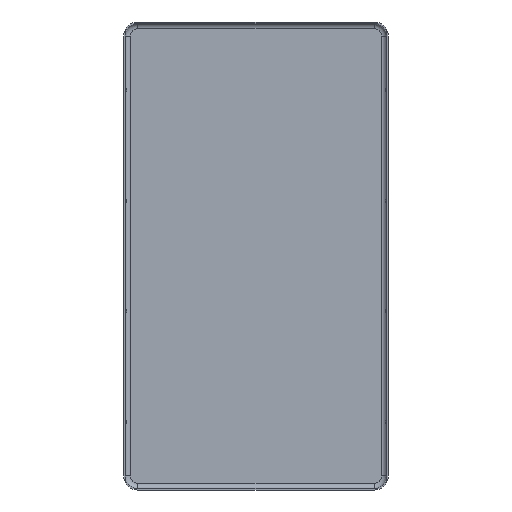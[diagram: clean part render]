
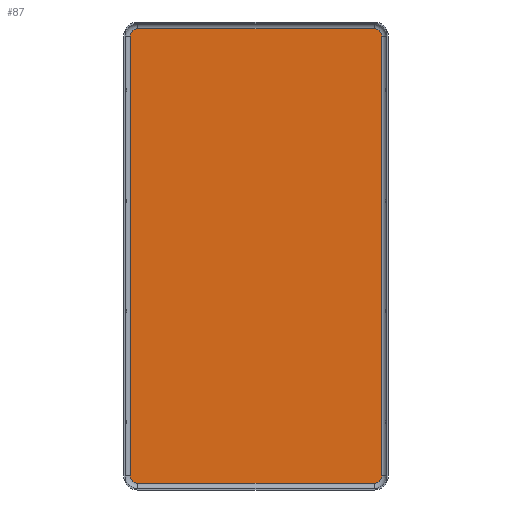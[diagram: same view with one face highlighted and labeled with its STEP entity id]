
A CAD part, front view. The second image highlights one B-rep face of the part: STEP entity #87.
In plain terms, the highlighted planar face has unit normal (0, -1, 0).
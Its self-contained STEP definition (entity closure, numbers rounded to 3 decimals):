
#87 = ADVANCED_FACE( 'NONE', ( #216 ), #217, .T. );
#216 = FACE_OUTER_BOUND( '', #393, .T. );
#217 = PLANE( '', #394 );
#393 = EDGE_LOOP( '', ( #588, #589, #590, #591, #592, #593, #594, #595 ) );
#394 = AXIS2_PLACEMENT_3D( '', #596, #597, #598 );
#588 = ORIENTED_EDGE( '', *, *, #966, .F. );
#589 = ORIENTED_EDGE( '', *, *, #967, .F. );
#590 = ORIENTED_EDGE( '', *, *, #968, .F. );
#591 = ORIENTED_EDGE( '', *, *, #969, .T. );
#592 = ORIENTED_EDGE( '', *, *, #970, .T. );
#593 = ORIENTED_EDGE( '', *, *, #971, .F. );
#594 = ORIENTED_EDGE( '', *, *, #972, .T. );
#595 = ORIENTED_EDGE( '', *, *, #973, .T. );
#596 = CARTESIAN_POINT( '', ( 16.05, 0., -29.85 ) );
#597 = DIRECTION( '', ( 0., -1., 0. ) );
#598 = DIRECTION( '', ( 0., 0., -1. ) );
#966 = EDGE_CURVE( 'NONE', #1134, #1135, #1136, .T. );
#967 = EDGE_CURVE( 'NONE', #1137, #1134, #1138, .T. );
#968 = EDGE_CURVE( 'NONE', #1139, #1137, #1140, .T. );
#969 = EDGE_CURVE( 'NONE', #1139, #1141, #1142, .T. );
#970 = EDGE_CURVE( 'NONE', #1141, #1143, #1144, .T. );
#971 = EDGE_CURVE( 'NONE', #1145, #1143, #1146, .T. );
#972 = EDGE_CURVE( 'NONE', #1145, #1147, #1148, .T. );
#973 = EDGE_CURVE( 'NONE', #1147, #1135, #1149, .T. );
#1134 = VERTEX_POINT( 'NONE', #1351 );
#1135 = VERTEX_POINT( 'NONE', #1352 );
#1136 = LINE( '', #1353, #1354 );
#1137 = VERTEX_POINT( 'NONE', #1355 );
#1138 = CIRCLE( '', #1356, 1. );
#1139 = VERTEX_POINT( 'NONE', #1357 );
#1140 = LINE( '', #1358, #1359 );
#1141 = VERTEX_POINT( 'NONE', #1360 );
#1142 = CIRCLE( '', #1361, 1. );
#1143 = VERTEX_POINT( 'NONE', #1362 );
#1144 = LINE( '', #1363, #1364 );
#1145 = VERTEX_POINT( 'NONE', #1365 );
#1146 = CIRCLE( '', #1366, 1. );
#1147 = VERTEX_POINT( 'NONE', #1367 );
#1148 = LINE( '', #1368, #1369 );
#1149 = CIRCLE( '', #1370, 1. );
#1351 = CARTESIAN_POINT( '', ( 16.05, 0., -30.85 ) );
#1352 = CARTESIAN_POINT( '', ( -16.05, 0., -30.85 ) );
#1353 = CARTESIAN_POINT( '', ( 16.05, 0., -30.85 ) );
#1354 = VECTOR( '', #1600, 1000. );
#1355 = CARTESIAN_POINT( '', ( 17.05, 0., -29.85 ) );
#1356 = AXIS2_PLACEMENT_3D( '', #1601, #1602, #1603 );
#1357 = CARTESIAN_POINT( '', ( 17.05, 0., 29.85 ) );
#1358 = CARTESIAN_POINT( '', ( 17.05, 0., 0. ) );
#1359 = VECTOR( '', #1604, 1000. );
#1360 = CARTESIAN_POINT( '', ( 16.05, 0., 30.85 ) );
#1361 = AXIS2_PLACEMENT_3D( '', #1605, #1606, #1607 );
#1362 = CARTESIAN_POINT( '', ( -16.05, 0., 30.85 ) );
#1363 = CARTESIAN_POINT( '', ( 16.05, 0., 30.85 ) );
#1364 = VECTOR( '', #1608, 1000. );
#1365 = CARTESIAN_POINT( '', ( -17.05, 0., 29.85 ) );
#1366 = AXIS2_PLACEMENT_3D( '', #1609, #1610, #1611 );
#1367 = CARTESIAN_POINT( '', ( -17.05, 0., -29.85 ) );
#1368 = CARTESIAN_POINT( '', ( -17.05, 0., 0. ) );
#1369 = VECTOR( '', #1612, 1000. );
#1370 = AXIS2_PLACEMENT_3D( '', #1613, #1614, #1615 );
#1600 = DIRECTION( '', ( -1., 0., 0. ) );
#1601 = CARTESIAN_POINT( '', ( 16.05, 0., -29.85 ) );
#1602 = DIRECTION( '', ( 0., 1., 0. ) );
#1603 = DIRECTION( '', ( 0., 0., 1. ) );
#1604 = DIRECTION( '', ( 0., 0., -1. ) );
#1605 = CARTESIAN_POINT( '', ( 16.05, 0., 29.85 ) );
#1606 = DIRECTION( '', ( 0., -1., 0. ) );
#1607 = DIRECTION( '', ( 0., 0., -1. ) );
#1608 = DIRECTION( '', ( -1., 0., 0. ) );
#1609 = CARTESIAN_POINT( '', ( -16.05, 0., 29.85 ) );
#1610 = DIRECTION( '', ( 0., 1., 0. ) );
#1611 = DIRECTION( '', ( 0., 0., -1. ) );
#1612 = DIRECTION( '', ( 0., 0., -1. ) );
#1613 = CARTESIAN_POINT( '', ( -16.05, 0., -29.85 ) );
#1614 = DIRECTION( '', ( 0., -1., 0. ) );
#1615 = DIRECTION( '', ( 0., 0., 1. ) );
